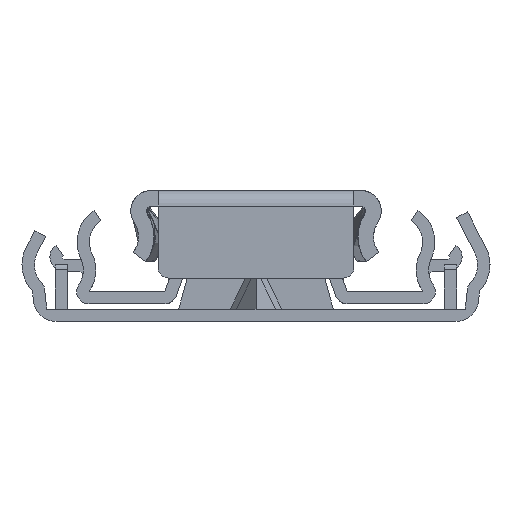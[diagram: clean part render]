
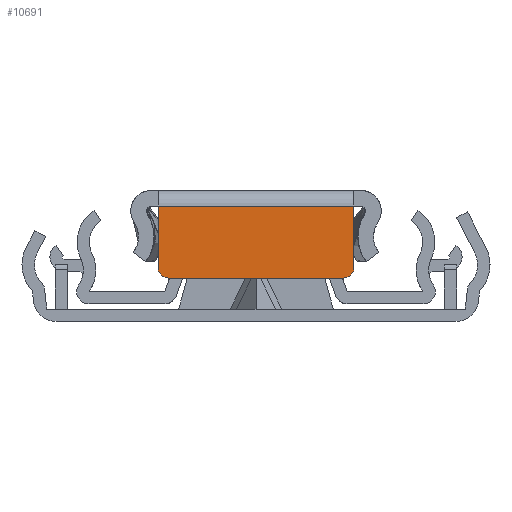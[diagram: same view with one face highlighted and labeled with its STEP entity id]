
A CAD part, left-side view. The second image highlights one B-rep face of the part: STEP entity #10691.
In plain terms, the highlighted planar face has unit normal (-1, 0, 0).
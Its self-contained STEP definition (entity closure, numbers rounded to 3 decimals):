
#26 = EDGE_CURVE ( 'NONE', #9709, #11012, #8941, .T. ) ;
#78 = ORIENTED_EDGE ( 'NONE', *, *, #5316, .T. ) ;
#109 = PLANE ( 'NONE',  #5984 ) ;
#517 = VECTOR ( 'NONE', #6712, 1000. ) ;
#906 = DIRECTION ( 'NONE',  ( 0., 0., 1. ) ) ;
#1132 = VECTOR ( 'NONE', #11609, 1000. ) ;
#1395 = VERTEX_POINT ( 'NONE', #7384 ) ;
#2023 = CARTESIAN_POINT ( 'NONE',  ( -220., -9.5, 0. ) ) ;
#2222 = CARTESIAN_POINT ( 'NONE',  ( -220., 9.5, 0. ) ) ;
#2428 = LINE ( 'NONE', #2222, #517 ) ;
#2475 = CARTESIAN_POINT ( 'NONE',  ( -220., 0., 0. ) ) ;
#3108 = EDGE_LOOP ( 'NONE', ( #5055, #78, #6120, #10197, #10074, #9666 ) ) ;
#3590 = CARTESIAN_POINT ( 'NONE',  ( -220., 9.5, 0. ) ) ;
#4508 = DIRECTION ( 'NONE',  ( 0., 0., 1. ) ) ;
#4613 = VERTEX_POINT ( 'NONE', #11142 ) ;
#4918 = EDGE_CURVE ( 'NONE', #1395, #13061, #2428, .T. ) ;
#5055 = ORIENTED_EDGE ( 'NONE', *, *, #7750, .F. ) ;
#5140 = CIRCLE ( 'NONE', #13678, 1. ) ;
#5316 = EDGE_CURVE ( 'NONE', #4613, #8993, #5140, .T. ) ;
#5463 = CARTESIAN_POINT ( 'NONE',  ( -220., 8.5, -7. ) ) ;
#5951 = DIRECTION ( 'NONE',  ( 0., 0., 1. ) ) ;
#5984 = AXIS2_PLACEMENT_3D ( 'NONE', #2475, #12022, #4508 ) ;
#6120 = ORIENTED_EDGE ( 'NONE', *, *, #9733, .T. ) ;
#6463 = DIRECTION ( 'NONE',  ( 0., 1., 0. ) ) ;
#6712 = DIRECTION ( 'NONE',  ( 0., 1., 0. ) ) ;
#7331 = DIRECTION ( 'NONE',  ( -1., 0., 0. ) ) ;
#7384 = CARTESIAN_POINT ( 'NONE',  ( -220., -9.5, 0. ) ) ;
#7715 = FACE_OUTER_BOUND ( 'NONE', #3108, .T. ) ;
#7750 = EDGE_CURVE ( 'NONE', #4613, #11012, #10610, .T. ) ;
#7938 = VECTOR ( 'NONE', #6463, 1000. ) ;
#8444 = CARTESIAN_POINT ( 'NONE',  ( -220., 8.5, -6. ) ) ;
#8453 = DIRECTION ( 'NONE',  ( 0., 0., 1. ) ) ;
#8941 = CIRCLE ( 'NONE', #11195, 1. ) ;
#8993 = VERTEX_POINT ( 'NONE', #9822 ) ;
#9666 = ORIENTED_EDGE ( 'NONE', *, *, #26, .T. ) ;
#9709 = VERTEX_POINT ( 'NONE', #12841 ) ;
#9733 = EDGE_CURVE ( 'NONE', #8993, #1395, #12695, .T. ) ;
#9753 = CARTESIAN_POINT ( 'NONE',  ( -220., 9.5, -7. ) ) ;
#9822 = CARTESIAN_POINT ( 'NONE',  ( -220., -9.5, -6. ) ) ;
#10074 = ORIENTED_EDGE ( 'NONE', *, *, #10553, .T. ) ;
#10197 = ORIENTED_EDGE ( 'NONE', *, *, #4918, .T. ) ;
#10553 = EDGE_CURVE ( 'NONE', #13061, #9709, #13657, .T. ) ;
#10610 = LINE ( 'NONE', #9753, #7938 ) ;
#10614 = CARTESIAN_POINT ( 'NONE',  ( -220., 9.5, 0. ) ) ;
#10691 = ADVANCED_FACE ( 'NONE', ( #7715 ), #109, .T. ) ;
#11012 = VERTEX_POINT ( 'NONE', #5463 ) ;
#11142 = CARTESIAN_POINT ( 'NONE',  ( -220., -8.5, -7. ) ) ;
#11195 = AXIS2_PLACEMENT_3D ( 'NONE', #8444, #7331, #906 ) ;
#11609 = DIRECTION ( 'NONE',  ( 0., 0., -1. ) ) ;
#11948 = VECTOR ( 'NONE', #8453, 1000. ) ;
#12022 = DIRECTION ( 'NONE',  ( -1., 0., 0. ) ) ;
#12695 = LINE ( 'NONE', #2023, #11948 ) ;
#12841 = CARTESIAN_POINT ( 'NONE',  ( -220., 9.5, -6. ) ) ;
#13061 = VERTEX_POINT ( 'NONE', #3590 ) ;
#13481 = CARTESIAN_POINT ( 'NONE',  ( -220., -8.5, -6. ) ) ;
#13553 = DIRECTION ( 'NONE',  ( -1., 0., 0. ) ) ;
#13657 = LINE ( 'NONE', #10614, #1132 ) ;
#13678 = AXIS2_PLACEMENT_3D ( 'NONE', #13481, #13553, #5951 ) ;
